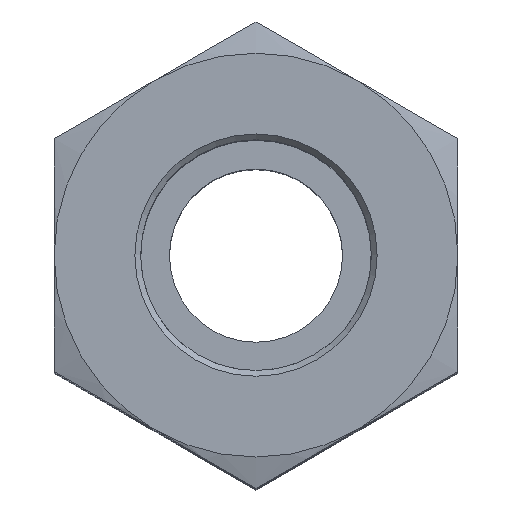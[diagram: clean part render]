
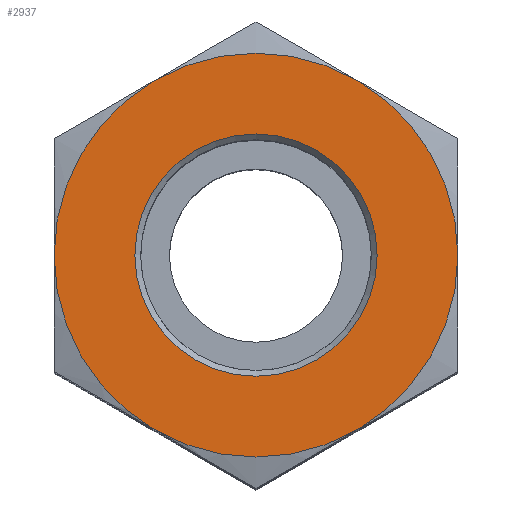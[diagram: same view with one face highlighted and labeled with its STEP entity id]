
A CAD part, top view. The second image highlights one B-rep face of the part: STEP entity #2937.
In plain terms, the highlighted planar face has unit normal (0, 0, 1).
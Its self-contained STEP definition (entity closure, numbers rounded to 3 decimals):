
#2841=CARTESIAN_POINT('',(4.2,0.,12.));
#2842=VERTEX_POINT('',#2841);
#2843=CARTESIAN_POINT('',(0.0,0.0,12.));
#2844=DIRECTION('',(0.0,0.0,1.0));
#2845=DIRECTION('',(-1.0,0.0,0.0));
#2846=AXIS2_PLACEMENT_3D('',#2843,#2844,#2845);
#2847=CIRCLE('',#2846,4.2);
#2848=EDGE_CURVE('',#2842,#2842,#2847,.T.);
#2873=CARTESIAN_POINT('',(0.,0.,12.));
#2874=DIRECTION('',(0.0,0.0,1.0));
#2875=DIRECTION('',(1.0,0.0,0.0));
#2876=AXIS2_PLACEMENT_3D('',#2873,#2874,#2875);
#2877=PLANE('',#2876);
#2878=CARTESIAN_POINT('',(-3.5,-6.062,12.));
#2879=VERTEX_POINT('',#2878);
#2880=CARTESIAN_POINT('',(3.5,-6.062,12.));
#2881=VERTEX_POINT('',#2880);
#2882=CARTESIAN_POINT('',(0.0,0.0,12.));
#2883=DIRECTION('',(0.0,0.0,1.0));
#2884=DIRECTION('',(-0.5,-0.866,0.0));
#2885=AXIS2_PLACEMENT_3D('',#2882,#2883,#2884);
#2886=CIRCLE('',#2885,7.);
#2887=EDGE_CURVE('',#2879,#2881,#2886,.T.);
#2888=ORIENTED_EDGE('',*,*,#2887,.T.);
#2889=CARTESIAN_POINT('',(7.0,0.,12.));
#2890=VERTEX_POINT('',#2889);
#2891=CARTESIAN_POINT('',(0.0,0.0,12.));
#2892=DIRECTION('',(0.0,0.0,1.0));
#2893=DIRECTION('',(-0.5,-0.866,0.0));
#2894=AXIS2_PLACEMENT_3D('',#2891,#2892,#2893);
#2895=CIRCLE('',#2894,7.);
#2896=EDGE_CURVE('',#2881,#2890,#2895,.T.);
#2897=ORIENTED_EDGE('',*,*,#2896,.T.);
#2898=CARTESIAN_POINT('',(3.5,6.062,12.));
#2899=VERTEX_POINT('',#2898);
#2900=CARTESIAN_POINT('',(0.0,0.0,12.));
#2901=DIRECTION('',(0.0,0.0,1.0));
#2902=DIRECTION('',(-0.5,-0.866,0.0));
#2903=AXIS2_PLACEMENT_3D('',#2900,#2901,#2902);
#2904=CIRCLE('',#2903,7.);
#2905=EDGE_CURVE('',#2890,#2899,#2904,.T.);
#2906=ORIENTED_EDGE('',*,*,#2905,.T.);
#2907=CARTESIAN_POINT('',(-3.5,6.062,12.));
#2908=VERTEX_POINT('',#2907);
#2909=CARTESIAN_POINT('',(0.0,0.0,12.));
#2910=DIRECTION('',(0.0,0.0,1.0));
#2911=DIRECTION('',(-0.5,-0.866,0.0));
#2912=AXIS2_PLACEMENT_3D('',#2909,#2910,#2911);
#2913=CIRCLE('',#2912,7.);
#2914=EDGE_CURVE('',#2899,#2908,#2913,.T.);
#2915=ORIENTED_EDGE('',*,*,#2914,.T.);
#2916=CARTESIAN_POINT('',(-7.,0.0,12.));
#2917=VERTEX_POINT('',#2916);
#2918=CARTESIAN_POINT('',(0.0,0.0,12.));
#2919=DIRECTION('',(0.0,0.0,1.0));
#2920=DIRECTION('',(-0.5,-0.866,0.0));
#2921=AXIS2_PLACEMENT_3D('',#2918,#2919,#2920);
#2922=CIRCLE('',#2921,7.);
#2923=EDGE_CURVE('',#2908,#2917,#2922,.T.);
#2924=ORIENTED_EDGE('',*,*,#2923,.T.);
#2925=CARTESIAN_POINT('',(0.0,0.0,12.));
#2926=DIRECTION('',(0.0,0.0,1.0));
#2927=DIRECTION('',(-0.5,-0.866,0.0));
#2928=AXIS2_PLACEMENT_3D('',#2925,#2926,#2927);
#2929=CIRCLE('',#2928,7.);
#2930=EDGE_CURVE('',#2917,#2879,#2929,.T.);
#2931=ORIENTED_EDGE('',*,*,#2930,.T.);
#2932=EDGE_LOOP('',(#2888,#2897,#2906,#2915,#2924,#2931));
#2933=FACE_OUTER_BOUND('',#2932,.T.);
#2934=ORIENTED_EDGE('',*,*,#2848,.F.);
#2935=EDGE_LOOP('',(#2934));
#2936=FACE_BOUND('',#2935,.T.);
#2937=ADVANCED_FACE('',(#2933,#2936),#2877,.T.);
